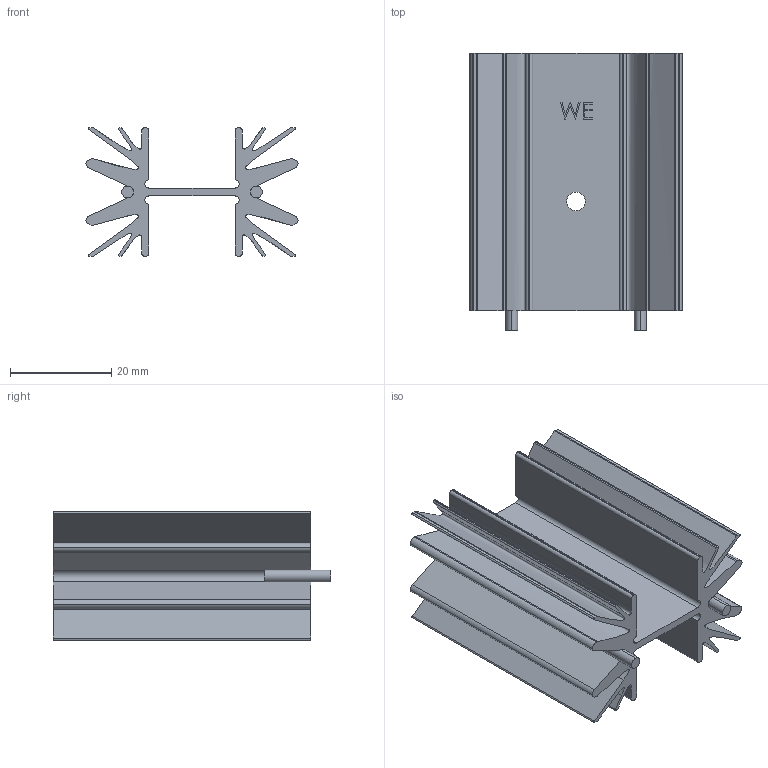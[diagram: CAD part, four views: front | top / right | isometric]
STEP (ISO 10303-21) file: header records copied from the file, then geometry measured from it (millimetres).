
FILE_DESCRIPTION (( 'STEP AP214' ), '1' );
FILE_NAME ('User Library-Heat Sink 657-20ABP(Wakefield).STEP', '2016-03-11T08:10:15', ( 'Windows User' ), ( '' ), 'SwSTEP 2.0', 'SolidWorks 2016', '' );
FILE_SCHEMA (( 'AUTOMOTIVE_DESIGN' ));
Length unit declared in the file: inch
Products named in the file (1): User Library-Heat Sink 657-20ABP(Wakefield)
Bounding box: 41.85 x 54.76 x 25.4 mm (x, y, z)
Volume: 15662.1 mm3; surface area: 17607.7 mm2
Topology: 1 solids, 1 shells, 125 faces, 355 edges, 234 vertices
Faces by surface type: plane 67, cylinder 46, bspline 12
Entity records: 5750 total; most frequent: CARTESIAN_POINT 823, ORIENTED_EDGE 710, DIRECTION 651, EDGE_CURVE 355, LINE 239, VECTOR 239, VERTEX_POINT 234, AXIS2_PLACEMENT_3D 206
